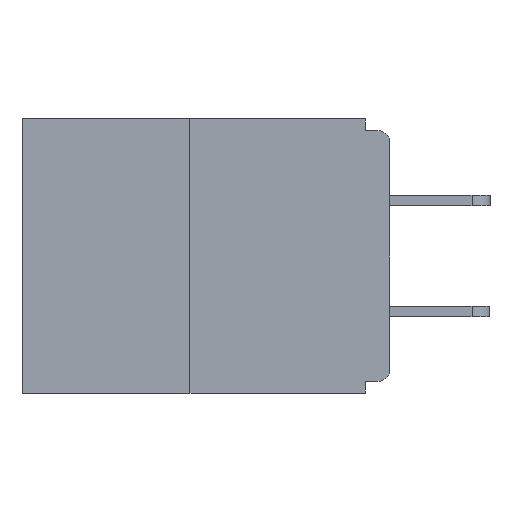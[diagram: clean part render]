
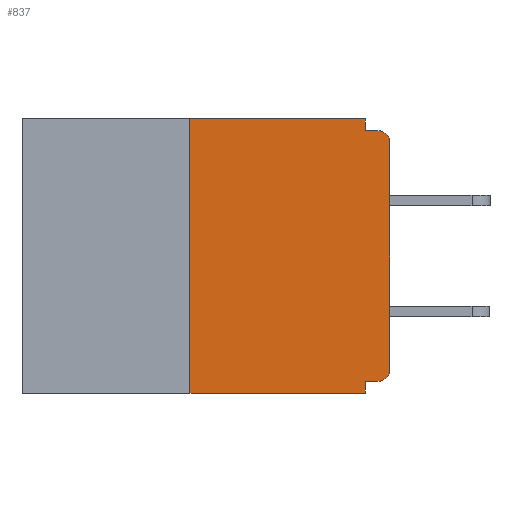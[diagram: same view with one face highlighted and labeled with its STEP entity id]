
A CAD part, left-side view. The second image highlights one B-rep face of the part: STEP entity #837.
In plain terms, the highlighted planar face has unit normal (-1, 0, 0).
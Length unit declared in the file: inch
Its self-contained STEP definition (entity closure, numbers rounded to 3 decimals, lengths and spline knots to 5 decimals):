
#174 = CARTESIAN_POINT ( 'NONE',  ( 0., 0.25, -0.343 ) ) ;
#230 = DIRECTION ( 'NONE',  ( 1., 0., 0. ) ) ;
#379 = CARTESIAN_POINT ( 'NONE',  ( 0., 0.015, -0.313 ) ) ;
#397 = EDGE_CURVE ( 'NONE', #7650, #9787, #686, .T. ) ;
#405 = ORIENTED_EDGE ( 'NONE', *, *, #2934, .F. ) ;
#576 = ORIENTED_EDGE ( 'NONE', *, *, #397, .T. ) ;
#686 = LINE ( 'NONE', #1951, #4436 ) ;
#691 = ORIENTED_EDGE ( 'NONE', *, *, #8139, .T. ) ;
#767 = VECTOR ( 'NONE', #9071, 39.37008 ) ;
#793 = CIRCLE ( 'NONE', #906, 0.015 ) ;
#837 = ADVANCED_FACE ( 'NONE', ( #8317 ), #5861, .F. ) ;
#906 = AXIS2_PLACEMENT_3D ( 'NONE', #379, #1337, #9498 ) ;
#1257 = EDGE_CURVE ( 'NONE', #10728, #3312, #7607, .T. ) ;
#1301 = CARTESIAN_POINT ( 'NONE',  ( 0., 0.031, -0.343 ) ) ;
#1337 = DIRECTION ( 'NONE',  ( -1., 0., 0. ) ) ;
#1497 = DIRECTION ( 'NONE',  ( 0., -1., 0. ) ) ;
#1951 = CARTESIAN_POINT ( 'NONE',  ( 0., 0., 0. ) ) ;
#2012 = VECTOR ( 'NONE', #8473, 39.37008 ) ;
#2219 = VECTOR ( 'NONE', #11948, 39.37008 ) ;
#2648 = CARTESIAN_POINT ( 'NONE',  ( 0., 0., -0.313 ) ) ;
#2930 = ORIENTED_EDGE ( 'NONE', *, *, #5569, .F. ) ;
#2934 = EDGE_CURVE ( 'NONE', #6057, #6539, #9049, .T. ) ;
#3016 = DIRECTION ( 'NONE',  ( -1., 0., 0. ) ) ;
#3312 = VERTEX_POINT ( 'NONE', #9372 ) ;
#3563 = VECTOR ( 'NONE', #1497, 39.37008 ) ;
#3682 = DIRECTION ( 'NONE',  ( 0., 0., 1. ) ) ;
#3975 = DIRECTION ( 'NONE',  ( 0., 0., -1. ) ) ;
#4009 = ORIENTED_EDGE ( 'NONE', *, *, #5917, .T. ) ;
#4144 = EDGE_CURVE ( 'NONE', #6337, #7650, #793, .T. ) ;
#4436 = VECTOR ( 'NONE', #3682, 39.37008 ) ;
#4897 = ORIENTED_EDGE ( 'NONE', *, *, #8321, .F. ) ;
#5059 = VERTEX_POINT ( 'NONE', #174 ) ;
#5252 = EDGE_LOOP ( 'NONE', ( #11138, #2930, #4009, #405, #9166, #9177, #576, #691, #4897, #5984 ) ) ;
#5302 = CARTESIAN_POINT ( 'NONE',  ( 0., 0.25, 0. ) ) ;
#5569 = EDGE_CURVE ( 'NONE', #5059, #10728, #6816, .T. ) ;
#5744 = CARTESIAN_POINT ( 'NONE',  ( 0., 0.46, 0. ) ) ;
#5861 = PLANE ( 'NONE',  #6199 ) ;
#5917 = EDGE_CURVE ( 'NONE', #5059, #6539, #10411, .T. ) ;
#5984 = ORIENTED_EDGE ( 'NONE', *, *, #11088, .F. ) ;
#6057 = VERTEX_POINT ( 'NONE', #8344 ) ;
#6199 = AXIS2_PLACEMENT_3D ( 'NONE', #11294, #230, #3975 ) ;
#6283 = CARTESIAN_POINT ( 'NONE',  ( 0., 0., -0.328 ) ) ;
#6309 = CIRCLE ( 'NONE', #7419, 0.015 ) ;
#6337 = VERTEX_POINT ( 'NONE', #7085 ) ;
#6345 = CARTESIAN_POINT ( 'NONE',  ( 0., 0.25, 0. ) ) ;
#6354 = CARTESIAN_POINT ( 'NONE',  ( 0., 0.031, 0. ) ) ;
#6357 = VECTOR ( 'NONE', #6924, 39.37008 ) ;
#6539 = VERTEX_POINT ( 'NONE', #1301 ) ;
#6655 = CARTESIAN_POINT ( 'NONE',  ( 0., 0., -0.015 ) ) ;
#6716 = DIRECTION ( 'NONE',  ( 0., 0., -1. ) ) ;
#6762 = LINE ( 'NONE', #6655, #2012 ) ;
#6816 = LINE ( 'NONE', #6345, #2219 ) ;
#6924 = DIRECTION ( 'NONE',  ( 0., -1., 0. ) ) ;
#7003 = CARTESIAN_POINT ( 'NONE',  ( 0., 0., -0.03 ) ) ;
#7085 = CARTESIAN_POINT ( 'NONE',  ( 0., 0.015, -0.328 ) ) ;
#7087 = CARTESIAN_POINT ( 'NONE',  ( 0., 0.031, -0.015 ) ) ;
#7419 = AXIS2_PLACEMENT_3D ( 'NONE', #7661, #3016, #6716 ) ;
#7607 = LINE ( 'NONE', #5744, #3563 ) ;
#7650 = VERTEX_POINT ( 'NONE', #2648 ) ;
#7661 = CARTESIAN_POINT ( 'NONE',  ( 0., 0.015, -0.03 ) ) ;
#7982 = VERTEX_POINT ( 'NONE', #7087 ) ;
#8139 = EDGE_CURVE ( 'NONE', #9787, #8451, #6309, .T. ) ;
#8180 = VECTOR ( 'NONE', #11280, 39.37008 ) ;
#8317 = FACE_OUTER_BOUND ( 'NONE', #5252, .T. ) ;
#8321 = EDGE_CURVE ( 'NONE', #7982, #8451, #6762, .T. ) ;
#8344 = CARTESIAN_POINT ( 'NONE',  ( 0., 0.031, -0.328 ) ) ;
#8451 = VERTEX_POINT ( 'NONE', #9561 ) ;
#8473 = DIRECTION ( 'NONE',  ( 0., -1., 0. ) ) ;
#9049 = LINE ( 'NONE', #9473, #8180 ) ;
#9071 = DIRECTION ( 'NONE',  ( 0., 1., 0. ) ) ;
#9152 = DIRECTION ( 'NONE',  ( 0., 0., -1. ) ) ;
#9166 = ORIENTED_EDGE ( 'NONE', *, *, #10675, .F. ) ;
#9177 = ORIENTED_EDGE ( 'NONE', *, *, #4144, .T. ) ;
#9372 = CARTESIAN_POINT ( 'NONE',  ( 0., 0.031, 0. ) ) ;
#9408 = VECTOR ( 'NONE', #9152, 39.37008 ) ;
#9473 = CARTESIAN_POINT ( 'NONE',  ( 0., 0.031, -0.343 ) ) ;
#9498 = DIRECTION ( 'NONE',  ( 0., 0., -1. ) ) ;
#9561 = CARTESIAN_POINT ( 'NONE',  ( 0., 0.015, -0.015 ) ) ;
#9787 = VERTEX_POINT ( 'NONE', #7003 ) ;
#10282 = LINE ( 'NONE', #6354, #9408 ) ;
#10411 = LINE ( 'NONE', #11385, #6357 ) ;
#10675 = EDGE_CURVE ( 'NONE', #6337, #6057, #10991, .T. ) ;
#10728 = VERTEX_POINT ( 'NONE', #5302 ) ;
#10991 = LINE ( 'NONE', #6283, #767 ) ;
#11088 = EDGE_CURVE ( 'NONE', #3312, #7982, #10282, .T. ) ;
#11138 = ORIENTED_EDGE ( 'NONE', *, *, #1257, .F. ) ;
#11280 = DIRECTION ( 'NONE',  ( 0., 0., -1. ) ) ;
#11294 = CARTESIAN_POINT ( 'NONE',  ( 0., 0.46, 0. ) ) ;
#11385 = CARTESIAN_POINT ( 'NONE',  ( 0., 0.46, -0.343 ) ) ;
#11948 = DIRECTION ( 'NONE',  ( 0., 0., 1. ) ) ;
